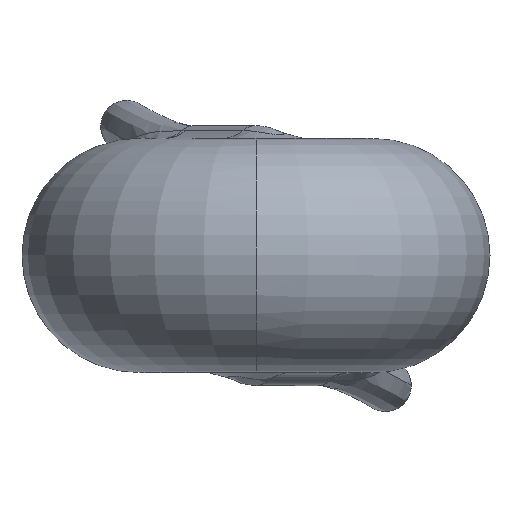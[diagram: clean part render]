
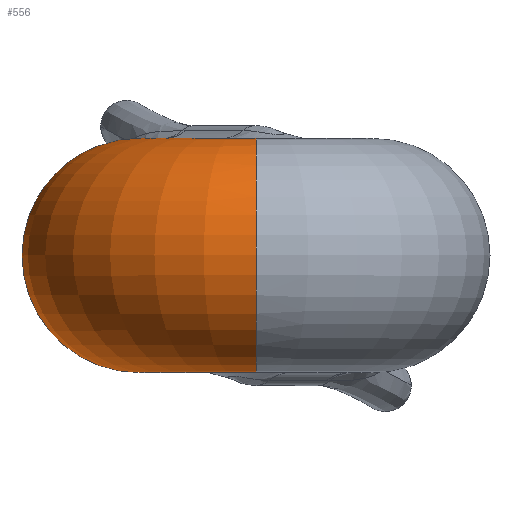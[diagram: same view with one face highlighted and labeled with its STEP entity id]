
A CAD part, top view. The second image highlights one B-rep face of the part: STEP entity #556.
In plain terms, the highlighted toroidal (fillet/blend) face has major radius 2.25 mm and minor radius 2.25 mm.
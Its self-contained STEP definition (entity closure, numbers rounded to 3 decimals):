
#27 = CARTESIAN_POINT ( 'NONE',  ( -0.517, 2.248, 3.213 ) ) ;
#55 = CARTESIAN_POINT ( 'NONE',  ( -1.793, 2.249, 4.039 ) ) ;
#214 = DIRECTION ( 'NONE',  ( 0., 1., 0. ) ) ;
#375 = EDGE_CURVE ( 'NONE', #1025, #10107, #14546, .T. ) ;
#556 = ADVANCED_FACE ( 'NONE', ( #15353 ), #2245, .T. ) ;
#620 = CARTESIAN_POINT ( 'NONE',  ( -0.557, 2.245, 3.153 ) ) ;
#703 = DIRECTION ( 'NONE',  ( 1., 0., 0. ) ) ;
#1025 = VERTEX_POINT ( 'NONE', #1761 ) ;
#1087 = DIRECTION ( 'NONE',  ( 0., 0., -1. ) ) ;
#1225 = ORIENTED_EDGE ( 'NONE', *, *, #375, .T. ) ;
#1331 = CARTESIAN_POINT ( 'NONE',  ( -1.81, 2.248, 4.01 ) ) ;
#1361 = CARTESIAN_POINT ( 'NONE',  ( -1.81, 2.248, 4.01 ) ) ;
#1375 = EDGE_CURVE ( 'NONE', #14699, #13945, #10800, .T. ) ;
#1473 = VERTEX_POINT ( 'NONE', #1331 ) ;
#1565 = EDGE_CURVE ( 'NONE', #11462, #1025, #6425, .T. ) ;
#1760 = CARTESIAN_POINT ( 'NONE',  ( -2.612, 0.993, 2.119 ) ) ;
#1761 = CARTESIAN_POINT ( 'NONE',  ( 0., -2.25, 7.75 ) ) ;
#1776 = CARTESIAN_POINT ( 'NONE',  ( 0., 2.25, 7.75 ) ) ;
#1839 = CARTESIAN_POINT ( 'NONE',  ( -2.288, 2.116, 3.516 ) ) ;
#1924 = CARTESIAN_POINT ( 'NONE',  ( -0.517, 2.248, 3.213 ) ) ;
#2245 = TOROIDAL_SURFACE ( 'NONE', #3787, 2.25, 2.25 ) ;
#2575 = CARTESIAN_POINT ( 'NONE',  ( -0.457, 2.25, 3.297 ) ) ;
#2612 = DIRECTION ( 'NONE',  ( 0., 1., 0. ) ) ;
#2888 = CARTESIAN_POINT ( 'NONE',  ( -2.186, 2.16, 3.602 ) ) ;
#3120 = CARTESIAN_POINT ( 'NONE',  ( -2.745, 1.69, 2.958 ) ) ;
#3212 = CARTESIAN_POINT ( 'NONE',  ( -0.579, 2.239, 3.085 ) ) ;
#3306 = CARTESIAN_POINT ( 'NONE',  ( -0.498, 2.249, 3.242 ) ) ;
#3578 = DIRECTION ( 'NONE',  ( 0., 0., 1. ) ) ;
#3787 = AXIS2_PLACEMENT_3D ( 'NONE', #9141, #10277, #12921 ) ;
#3981 = CARTESIAN_POINT ( 'NONE',  ( 0., -2.25, 3.25 ) ) ;
#4059 = DIRECTION ( 'NONE',  ( 0., 0., 1. ) ) ;
#4090 = CARTESIAN_POINT ( 'NONE',  ( -0.649, 2.001, 2.276 ) ) ;
#4176 = CARTESIAN_POINT ( 'NONE',  ( -0.636, 2.115, 2.537 ) ) ;
#4258 = CARTESIAN_POINT ( 'NONE',  ( -1.839, 0.811, 1.557 ) ) ;
#4332 = CARTESIAN_POINT ( 'NONE',  ( -2.777, 1.228, 2.431 ) ) ;
#4392 = EDGE_CURVE ( 'NONE', #1473, #13579, #7274, .T. ) ;
#4406 = CARTESIAN_POINT ( 'NONE',  ( -0.738, 1.679, 1.819 ) ) ;
#4928 = ORIENTED_EDGE ( 'NONE', *, *, #1565, .T. ) ;
#5117 = DIRECTION ( 'NONE',  ( 0., 0., 1. ) ) ;
#5160 = AXIS2_PLACEMENT_3D ( 'NONE', #8533, #2612, #12446 ) ;
#5451 = CARTESIAN_POINT ( 'NONE',  ( -2.558, 1.934, 3.248 ) ) ;
#5526 = CARTESIAN_POINT ( 'NONE',  ( -0.61, 2.22, 2.946 ) ) ;
#6156 = CARTESIAN_POINT ( 'NONE',  ( -1.762, 2.25, 4.101 ) ) ;
#6425 = CIRCLE ( 'NONE', #13868, 2.25 ) ;
#6548 = CARTESIAN_POINT ( 'NONE',  ( -1.982, 2.224, 3.788 ) ) ;
#6587 = DIRECTION ( 'NONE',  ( 0., 1., 0. ) ) ;
#6696 = ORIENTED_EDGE ( 'NONE', *, *, #4392, .T. ) ;
#6707 = CARTESIAN_POINT ( 'NONE',  ( -0.635, 2.159, 2.672 ) ) ;
#6784 = CARTESIAN_POINT ( 'NONE',  ( -1.094, 1.182, 1.477 ) ) ;
#6830 = EDGE_CURVE ( 'NONE', #13579, #13945, #11719, .T. ) ;
#7018 = CIRCLE ( 'NONE', #12902, 2.25 ) ;
#7274 = B_SPLINE_CURVE_WITH_KNOTS ( 'NONE', 3,
 ( #12726, #13857, #6548, #2888, #1839, #14180, #5451, #12967, #3120, #15038, #15285, #4332, #14095, #1760, #7909, #9190, #10331, #10243, #4258, #8956, #11545, #15367, #6784, #9117, #12888, #4406, #10158, #15209, #4090, #4176, #6707, #11619, #5526, #3212, #620, #1924 ),
 .UNSPECIFIED., .F., .F.,
 ( 4, 2, 2, 2, 2, 2, 2, 2, 2, 2, 2, 2, 2, 2, 2, 2, 2, 4 ),
 ( 0., 0., 0.001, 0.001, 0.002, 0.002, 0.003, 0.003, 0.003, 0.004, 0.004, 0.005, 0.005, 0.005, 0.006, 0.006, 0.007, 0.007 ),
 .UNSPECIFIED. ) ;
#7654 = AXIS2_PLACEMENT_3D ( 'NONE', #10882, #9648, #3578 ) ;
#7739 = EDGE_CURVE ( 'NONE', #13705, #1473, #13575, .T. ) ;
#7844 = ORIENTED_EDGE ( 'NONE', *, *, #13309, .F. ) ;
#7909 = CARTESIAN_POINT ( 'NONE',  ( -2.528, 0.93, 2.02 ) ) ;
#7931 = AXIS2_PLACEMENT_3D ( 'NONE', #11219, #214, #5117 ) ;
#8533 = CARTESIAN_POINT ( 'NONE',  ( 0., 2.25, 5.5 ) ) ;
#8558 = CARTESIAN_POINT ( 'NONE',  ( -1.762, 2.25, 4.101 ) ) ;
#8956 = CARTESIAN_POINT ( 'NONE',  ( -1.576, 0.881, 1.475 ) ) ;
#9038 = ORIENTED_EDGE ( 'NONE', *, *, #6830, .T. ) ;
#9117 = CARTESIAN_POINT ( 'NONE',  ( -0.914, 1.378, 1.572 ) ) ;
#9141 = CARTESIAN_POINT ( 'NONE',  ( 0., 0., 5.5 ) ) ;
#9190 = CARTESIAN_POINT ( 'NONE',  ( -2.331, 0.84, 1.839 ) ) ;
#9375 = CARTESIAN_POINT ( 'NONE',  ( -0.517, 2.248, 3.213 ) ) ;
#9648 = DIRECTION ( 'NONE',  ( -1., 0., 0. ) ) ;
#10107 = VERTEX_POINT ( 'NONE', #1776 ) ;
#10158 = CARTESIAN_POINT ( 'NONE',  ( -0.703, 1.773, 1.926 ) ) ;
#10243 = CARTESIAN_POINT ( 'NONE',  ( -1.971, 0.798, 1.615 ) ) ;
#10277 = DIRECTION ( 'NONE',  ( 0., 1., 0. ) ) ;
#10331 = CARTESIAN_POINT ( 'NONE',  ( -2.216, 0.812, 1.756 ) ) ;
#10702 = ORIENTED_EDGE ( 'NONE', *, *, #1375, .F. ) ;
#10800 = CIRCLE ( 'NONE', #5160, 2.25 ) ;
#10882 = CARTESIAN_POINT ( 'NONE',  ( 0., 0., 7.75 ) ) ;
#11219 = CARTESIAN_POINT ( 'NONE',  ( 0., 2.25, 5.5 ) ) ;
#11430 = CARTESIAN_POINT ( 'NONE',  ( 0., -2.25, 5.5 ) ) ;
#11462 = VERTEX_POINT ( 'NONE', #3981 ) ;
#11545 = CARTESIAN_POINT ( 'NONE',  ( -1.445, 0.939, 1.452 ) ) ;
#11619 = CARTESIAN_POINT ( 'NONE',  ( -0.618, 2.207, 2.877 ) ) ;
#11719 = B_SPLINE_CURVE_WITH_KNOTS ( 'NONE', 3,
 ( #9375, #3306, #13067, #12917 ),
 .UNSPECIFIED., .F., .F.,
 ( 4, 4 ),
 ( 0., 0. ),
 .UNSPECIFIED. ) ;
#12163 = ORIENTED_EDGE ( 'NONE', *, *, #15529, .F. ) ;
#12446 = DIRECTION ( 'NONE',  ( 0., 0., 1. ) ) ;
#12726 = CARTESIAN_POINT ( 'NONE',  ( -1.81, 2.248, 4.01 ) ) ;
#12888 = CARTESIAN_POINT ( 'NONE',  ( -0.843, 1.483, 1.643 ) ) ;
#12902 = AXIS2_PLACEMENT_3D ( 'NONE', #14631, #703, #1087 ) ;
#12917 = CARTESIAN_POINT ( 'NONE',  ( -0.457, 2.25, 3.297 ) ) ;
#12921 = DIRECTION ( 'NONE',  ( 0., 0., 1. ) ) ;
#12967 = CARTESIAN_POINT ( 'NONE',  ( -2.695, 1.777, 3.056 ) ) ;
#13067 = CARTESIAN_POINT ( 'NONE',  ( -0.478, 2.25, 3.27 ) ) ;
#13309 = EDGE_CURVE ( 'NONE', #13705, #10107, #15087, .T. ) ;
#13516 = EDGE_LOOP ( 'NONE', ( #12163, #4928, #1225, #7844, #15447, #6696, #9038, #10702 ) ) ;
#13575 = B_SPLINE_CURVE_WITH_KNOTS ( 'NONE', 3,
 ( #8558, #15752, #55, #1361 ),
 .UNSPECIFIED., .F., .F.,
 ( 4, 4 ),
 ( 0., 0. ),
 .UNSPECIFIED. ) ;
#13579 = VERTEX_POINT ( 'NONE', #27 ) ;
#13705 = VERTEX_POINT ( 'NONE', #6156 ) ;
#13857 = CARTESIAN_POINT ( 'NONE',  ( -1.882, 2.242, 3.885 ) ) ;
#13868 = AXIS2_PLACEMENT_3D ( 'NONE', #11430, #6587, #4059 ) ;
#13945 = VERTEX_POINT ( 'NONE', #2575 ) ;
#14095 = CARTESIAN_POINT ( 'NONE',  ( -2.736, 1.142, 2.324 ) ) ;
#14180 = CARTESIAN_POINT ( 'NONE',  ( -2.474, 2.003, 3.34 ) ) ;
#14546 = CIRCLE ( 'NONE', #7654, 2.25 ) ;
#14631 = CARTESIAN_POINT ( 'NONE',  ( 0., 0., 3.25 ) ) ;
#14699 = VERTEX_POINT ( 'NONE', #15675 ) ;
#15038 = CARTESIAN_POINT ( 'NONE',  ( -2.804, 1.504, 2.749 ) ) ;
#15087 = CIRCLE ( 'NONE', #7931, 2.25 ) ;
#15209 = CARTESIAN_POINT ( 'NONE',  ( -0.659, 1.933, 2.154 ) ) ;
#15285 = CARTESIAN_POINT ( 'NONE',  ( -2.811, 1.411, 2.644 ) ) ;
#15353 = FACE_OUTER_BOUND ( 'NONE', #13516, .T. ) ;
#15367 = CARTESIAN_POINT ( 'NONE',  ( -1.203, 1.089, 1.453 ) ) ;
#15447 = ORIENTED_EDGE ( 'NONE', *, *, #7739, .T. ) ;
#15529 = EDGE_CURVE ( 'NONE', #11462, #14699, #7018, .T. ) ;
#15675 = CARTESIAN_POINT ( 'NONE',  ( 0., 2.25, 3.25 ) ) ;
#15752 = CARTESIAN_POINT ( 'NONE',  ( -1.777, 2.25, 4.07 ) ) ;
